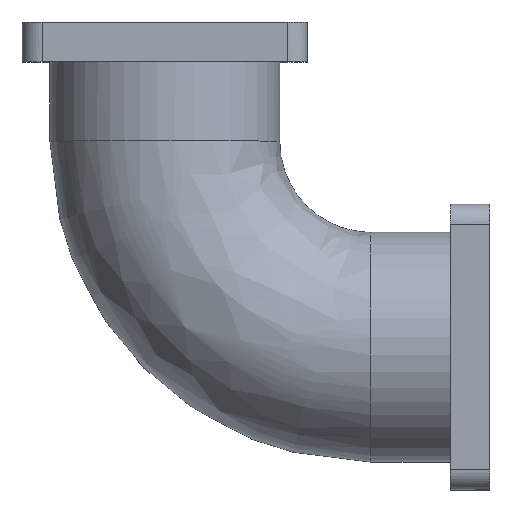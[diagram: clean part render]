
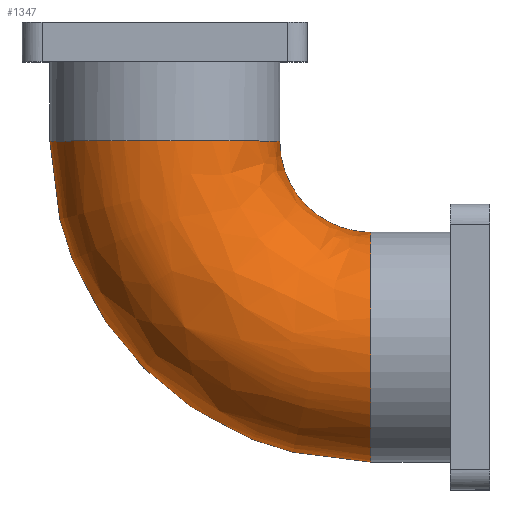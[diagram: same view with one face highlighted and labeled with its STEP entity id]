
A CAD part, top view. The second image highlights one B-rep face of the part: STEP entity #1347.
In plain terms, the highlighted free-form (B-spline) face has degree [2, 2] with [3, 7] control points.
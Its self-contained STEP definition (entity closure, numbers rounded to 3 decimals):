
#1312 = VERTEX_POINT('',#1313);
#1313 = CARTESIAN_POINT('',(-394.884,387.433,
    0.));
#1318 = EDGE_CURVE('',#1312,#1312,#1319,.T.);
#1319 = ( BOUNDED_CURVE() B_SPLINE_CURVE(2,(#1320,#1321,#1322,#1323,
#1324,#1325,#1326),.UNSPECIFIED.,.T.,.F.) B_SPLINE_CURVE_WITH_KNOTS((3,2
    ,2,3),(3.142,5.236,7.33,9.425),
.PIECEWISE_BEZIER_KNOTS.) CURVE() GEOMETRIC_REPRESENTATION_ITEM() 
RATIONAL_B_SPLINE_CURVE((1.,0.5,1.,0.5,1.,0.5,1.)) REPRESENTATION_ITEM(
  '') );
#1320 = CARTESIAN_POINT('',(-394.884,387.433,
    0.));
#1321 = CARTESIAN_POINT('',(-394.884,387.433,
    -374.242));
#1322 = CARTESIAN_POINT('',(-718.987,387.433,
    -187.121));
#1323 = CARTESIAN_POINT('',(-1043.09,387.433,
    0.));
#1324 = CARTESIAN_POINT('',(-718.987,387.433,
    187.121));
#1325 = CARTESIAN_POINT('',(-394.884,387.433,
    374.242));
#1326 = CARTESIAN_POINT('',(-394.884,387.433,
    0.));
#1347 = ADVANCED_FACE('',(#1348),#1370,.T.);
#1348 = FACE_BOUND('',#1349,.T.);
#1349 = EDGE_LOOP('',(#1350,#1351,#1359,#1369));
#1350 = ORIENTED_EDGE('',*,*,#1318,.F.);
#1351 = ORIENTED_EDGE('',*,*,#1352,.T.);
#1352 = EDGE_CURVE('',#1312,#1353,#1355,.T.);
#1353 = VERTEX_POINT('',#1354);
#1354 = CARTESIAN_POINT('',(-223.519,216.069,
    0.));
#1355 = ( BOUNDED_CURVE() B_SPLINE_CURVE(2,(#1356,#1357,#1358),
.UNSPECIFIED.,.F.,.F.) B_SPLINE_CURVE_WITH_KNOTS((3,3),(0.,
1.571),.PIECEWISE_BEZIER_KNOTS.) CURVE() 
GEOMETRIC_REPRESENTATION_ITEM() RATIONAL_B_SPLINE_CURVE((1.,
0.707,1.)) REPRESENTATION_ITEM('') );
#1356 = CARTESIAN_POINT('',(-394.884,387.433,
    0.));
#1357 = CARTESIAN_POINT('',(-394.884,216.069,
    0.));
#1358 = CARTESIAN_POINT('',(-223.519,216.069,
    0.));
#1359 = ORIENTED_EDGE('',*,*,#1360,.T.);
#1360 = EDGE_CURVE('',#1353,#1353,#1361,.T.);
#1361 = ( BOUNDED_CURVE() B_SPLINE_CURVE(2,(#1362,#1363,#1364,#1365,
#1366,#1367,#1368),.UNSPECIFIED.,.T.,.F.) B_SPLINE_CURVE_WITH_KNOTS((3,2
    ,2,3),(3.142,5.236,7.33,9.425),
.PIECEWISE_BEZIER_KNOTS.) CURVE() GEOMETRIC_REPRESENTATION_ITEM() 
RATIONAL_B_SPLINE_CURVE((1.,0.5,1.,0.5,1.,0.5,1.)) REPRESENTATION_ITEM(
  '') );
#1362 = CARTESIAN_POINT('',(-223.519,216.069,
    0.));
#1363 = CARTESIAN_POINT('',(-223.519,216.069,
    -374.242));
#1364 = CARTESIAN_POINT('',(-223.519,-108.034,
    -187.121));
#1365 = CARTESIAN_POINT('',(-223.519,-432.137,
    0.));
#1366 = CARTESIAN_POINT('',(-223.519,-108.034,
    187.121));
#1367 = CARTESIAN_POINT('',(-223.519,216.069,
    374.242));
#1368 = CARTESIAN_POINT('',(-223.519,216.069,
    0.));
#1369 = ORIENTED_EDGE('',*,*,#1352,.F.);
#1370 = ( BOUNDED_SURFACE() B_SPLINE_SURFACE(2,2,(
    (#1371,#1372,#1373,#1374,#1375,#1376,#1377)
    ,(#1378,#1379,#1380,#1381,#1382,#1383,#1384)
    ,(#1385,#1386,#1387,#1388,#1389,#1390,#1391
)),.UNSPECIFIED.,.F.,.T.,.F.) B_SPLINE_SURFACE_WITH_KNOTS((3,3),(3,2,2,3
    ),(4.712,6.283),(3.142,5.236,
    7.33,9.425),.PIECEWISE_BEZIER_KNOTS.) 
GEOMETRIC_REPRESENTATION_ITEM() RATIONAL_B_SPLINE_SURFACE((
    (1.,0.5,1.,0.5,1.,0.5,1.)
    ,(0.707,0.354,0.707,0.354
      ,0.707,0.354,0.707)
,(1.,0.5,1.,0.5,1.,0.5,1.))) REPRESENTATION_ITEM('') SURFACE() );
#1371 = CARTESIAN_POINT('',(-223.519,216.069,
    0.));
#1372 = CARTESIAN_POINT('',(-223.519,216.069,
    374.242));
#1373 = CARTESIAN_POINT('',(-223.519,-108.034,
    187.121));
#1374 = CARTESIAN_POINT('',(-223.519,-432.137,
    0.));
#1375 = CARTESIAN_POINT('',(-223.519,-108.034,
    -187.121));
#1376 = CARTESIAN_POINT('',(-223.519,216.069,
    -374.242));
#1377 = CARTESIAN_POINT('',(-223.519,216.069,
    0.));
#1378 = CARTESIAN_POINT('',(-394.884,216.069,
    0.));
#1379 = CARTESIAN_POINT('',(-394.884,216.069,
    374.242));
#1380 = CARTESIAN_POINT('',(-718.987,-108.034,
    187.121));
#1381 = CARTESIAN_POINT('',(-1043.09,-432.137,
    0.));
#1382 = CARTESIAN_POINT('',(-718.987,-108.034,
    -187.121));
#1383 = CARTESIAN_POINT('',(-394.884,216.069,
    -374.242));
#1384 = CARTESIAN_POINT('',(-394.884,216.069,
    0.));
#1385 = CARTESIAN_POINT('',(-394.884,387.433,
    0.));
#1386 = CARTESIAN_POINT('',(-394.884,387.433,
    374.242));
#1387 = CARTESIAN_POINT('',(-718.987,387.433,
    187.121));
#1388 = CARTESIAN_POINT('',(-1043.09,387.433,
    0.));
#1389 = CARTESIAN_POINT('',(-718.987,387.433,
    -187.121));
#1390 = CARTESIAN_POINT('',(-394.884,387.433,
    -374.242));
#1391 = CARTESIAN_POINT('',(-394.884,387.433,
    0.));
